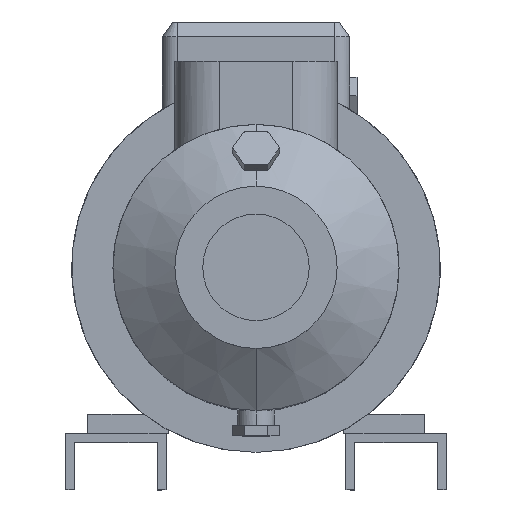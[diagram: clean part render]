
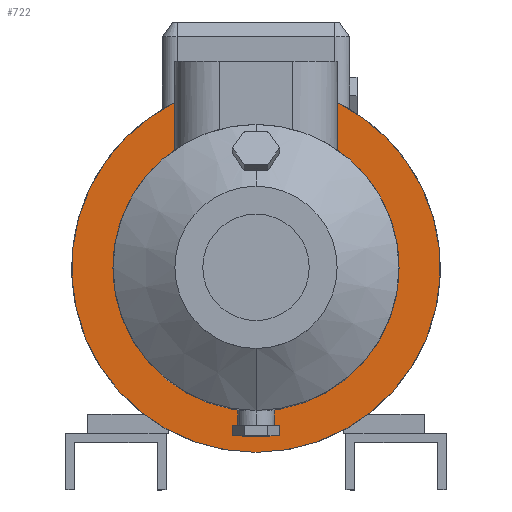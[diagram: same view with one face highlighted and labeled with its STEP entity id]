
A CAD part, top view. The second image highlights one B-rep face of the part: STEP entity #722.
In plain terms, the highlighted planar face has unit normal (0, 0, 1).
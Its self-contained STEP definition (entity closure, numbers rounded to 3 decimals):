
#26 = AXIS2_PLACEMENT_3D ( 'NONE', #10870, #7347, #6395 ) ;
#162 = ORIENTED_EDGE ( 'NONE', *, *, #8437, .F. ) ;
#668 = DIRECTION ( 'NONE',  ( 0., -1., 0. ) ) ;
#722 = ADVANCED_FACE ( 'NONE', ( #10096 ), #7239, .F. ) ;
#1224 = VERTEX_POINT ( 'NONE', #3146 ) ;
#1332 = CARTESIAN_POINT ( 'NONE',  ( 0., 0., -43. ) ) ;
#1380 = DIRECTION ( 'NONE',  ( 0., 1., 0. ) ) ;
#1477 = CIRCLE ( 'NONE', #3380, 125. ) ;
#1751 = CARTESIAN_POINT ( 'NONE',  ( -55., -125.002, -43. ) ) ;
#2042 = DIRECTION ( 'NONE',  ( 0., 0., 1. ) ) ;
#2203 = DIRECTION ( 'NONE',  ( 0., -1., 0. ) ) ;
#2216 = AXIS2_PLACEMENT_3D ( 'NONE', #1332, #6888, #4075 ) ;
#2318 = DIRECTION ( 'NONE',  ( 0., 0., 1. ) ) ;
#2320 = ORIENTED_EDGE ( 'NONE', *, *, #7262, .T. ) ;
#3146 = CARTESIAN_POINT ( 'NONE',  ( 0., -125., -43. ) ) ;
#3179 = EDGE_CURVE ( 'NONE', #9158, #7005, #3479, .T. ) ;
#3206 = VERTEX_POINT ( 'NONE', #10936 ) ;
#3380 = AXIS2_PLACEMENT_3D ( 'NONE', #11053, #2042, #5733 ) ;
#3479 = LINE ( 'NONE', #1751, #3705 ) ;
#3705 = VECTOR ( 'NONE', #11773, 1000. ) ;
#3708 = ORIENTED_EDGE ( 'NONE', *, *, #4747, .F. ) ;
#3808 = VECTOR ( 'NONE', #1380, 1000. ) ;
#4075 = DIRECTION ( 'NONE',  ( 0., -1., 0. ) ) ;
#4150 = AXIS2_PLACEMENT_3D ( 'NONE', #5208, #7946, #668 ) ;
#4747 = EDGE_CURVE ( 'NONE', #9158, #3206, #7359, .T. ) ;
#4879 = CARTESIAN_POINT ( 'NONE',  ( 0., 0., -43. ) ) ;
#5208 = CARTESIAN_POINT ( 'NONE',  ( 0., 0., -43. ) ) ;
#5397 = CARTESIAN_POINT ( 'NONE',  ( -55., 79.9, -43. ) ) ;
#5733 = DIRECTION ( 'NONE',  ( 0., -1., 0. ) ) ;
#5990 = EDGE_CURVE ( 'NONE', #3206, #11669, #6818, .T. ) ;
#6395 = DIRECTION ( 'NONE',  ( 0., 1., 0. ) ) ;
#6818 = CIRCLE ( 'NONE', #10052, 97. ) ;
#6888 = DIRECTION ( 'NONE',  ( 0., 0., 1. ) ) ;
#7005 = VERTEX_POINT ( 'NONE', #8053 ) ;
#7201 = CIRCLE ( 'NONE', #4150, 125. ) ;
#7239 = PLANE ( 'NONE',  #26 ) ;
#7262 = EDGE_CURVE ( 'NONE', #1224, #8111, #1477, .T. ) ;
#7347 = DIRECTION ( 'NONE',  ( 0., 0., -1. ) ) ;
#7359 = CIRCLE ( 'NONE', #2216, 97. ) ;
#7774 = ORIENTED_EDGE ( 'NONE', *, *, #3179, .T. ) ;
#7946 = DIRECTION ( 'NONE',  ( 0., 0., 1. ) ) ;
#8053 = CARTESIAN_POINT ( 'NONE',  ( -55., 112.25, -43. ) ) ;
#8111 = VERTEX_POINT ( 'NONE', #11653 ) ;
#8437 = EDGE_CURVE ( 'NONE', #11669, #8111, #9555, .T. ) ;
#8637 = ORIENTED_EDGE ( 'NONE', *, *, #9580, .T. ) ;
#8856 = ORIENTED_EDGE ( 'NONE', *, *, #5990, .F. ) ;
#9158 = VERTEX_POINT ( 'NONE', #5397 ) ;
#9555 = LINE ( 'NONE', #11527, #3808 ) ;
#9580 = EDGE_CURVE ( 'NONE', #7005, #1224, #7201, .T. ) ;
#10052 = AXIS2_PLACEMENT_3D ( 'NONE', #4879, #2318, #2203 ) ;
#10096 = FACE_OUTER_BOUND ( 'NONE', #11563, .T. ) ;
#10870 = CARTESIAN_POINT ( 'NONE',  ( 0., 97., -43. ) ) ;
#10902 = CARTESIAN_POINT ( 'NONE',  ( 55., 79.9, -43. ) ) ;
#10936 = CARTESIAN_POINT ( 'NONE',  ( 0., -97., -43. ) ) ;
#11053 = CARTESIAN_POINT ( 'NONE',  ( 0., 0., -43. ) ) ;
#11527 = CARTESIAN_POINT ( 'NONE',  ( 55., -125.002, -43. ) ) ;
#11563 = EDGE_LOOP ( 'NONE', ( #162, #8856, #3708, #7774, #8637, #2320 ) ) ;
#11653 = CARTESIAN_POINT ( 'NONE',  ( 55., 112.25, -43. ) ) ;
#11669 = VERTEX_POINT ( 'NONE', #10902 ) ;
#11773 = DIRECTION ( 'NONE',  ( 0., 1., 0. ) ) ;
